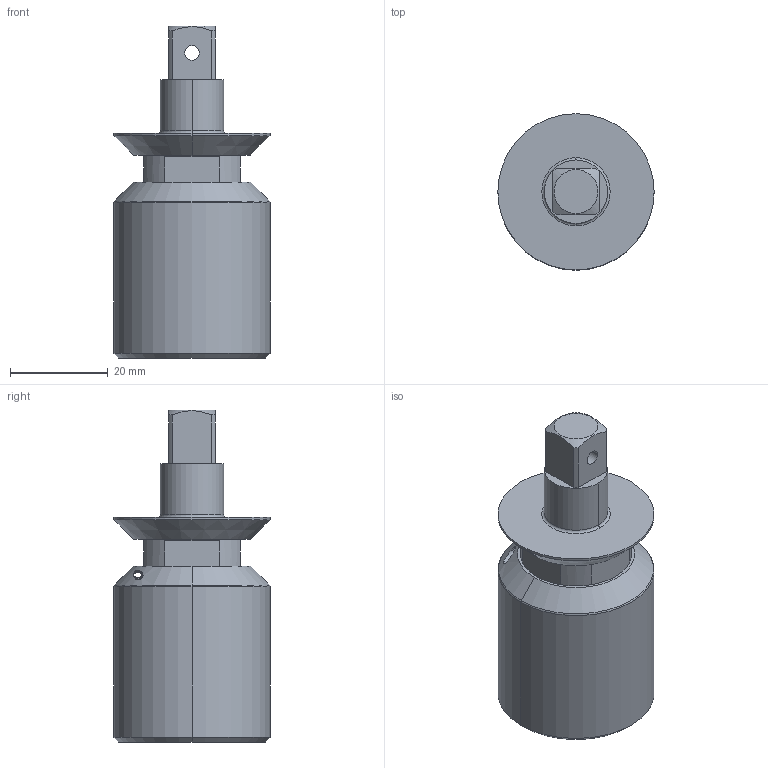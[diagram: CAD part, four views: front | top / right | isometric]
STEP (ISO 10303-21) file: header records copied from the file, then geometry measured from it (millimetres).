
FILE_DESCRIPTION((''),'2;1');
FILE_NAME('4027045300_ASM','2023-08-10T12:52:28',('a00528554'),(''),'CREO PARAMETRIC BY PTC INC, 2022414','CREO PARAMETRIC BY PTC INC, 2022414','');
FILE_SCHEMA(('CONFIG_CONTROL_DESIGN','GEOMETRIC_VALIDATION_PROPERTIES_MIM'));
Length unit declared in the file: millimetre
Products named in the file (8): 4027041492; 4027039126; 4027040175; 4027039336; 0517111100; 4027907184; 0108114400; 4027045300_ASM
Assembly tree (8 placements, depth 2):
  4027045300_ASM
    4027041492
    4027039126
    4027040175
    4027039336
    0517111100  x2
    4027907184
    0108114400
Bounding box: 32 x 32 x 68 mm (x, y, z)
Volume: 21939 mm3; surface area: 18034.1 mm2
Topology: 9 solids, 9 shells, 151 faces, 357 edges, 223 vertices
Faces by surface type: cylinder 60, plane 41, cone 24, torus 20, sphere 4, bspline 2
Entity records: 28066 total; most frequent: CARTESIAN_POINT 23032, DIRECTION 789, ORIENTED_EDGE 694, EDGE_CURVE 347, PRESENTATION_STYLE_ASSIGNMENT 338, STYLED_ITEM 338, CURVE_STYLE 331, AXIS2_PLACEMENT_3D 330
